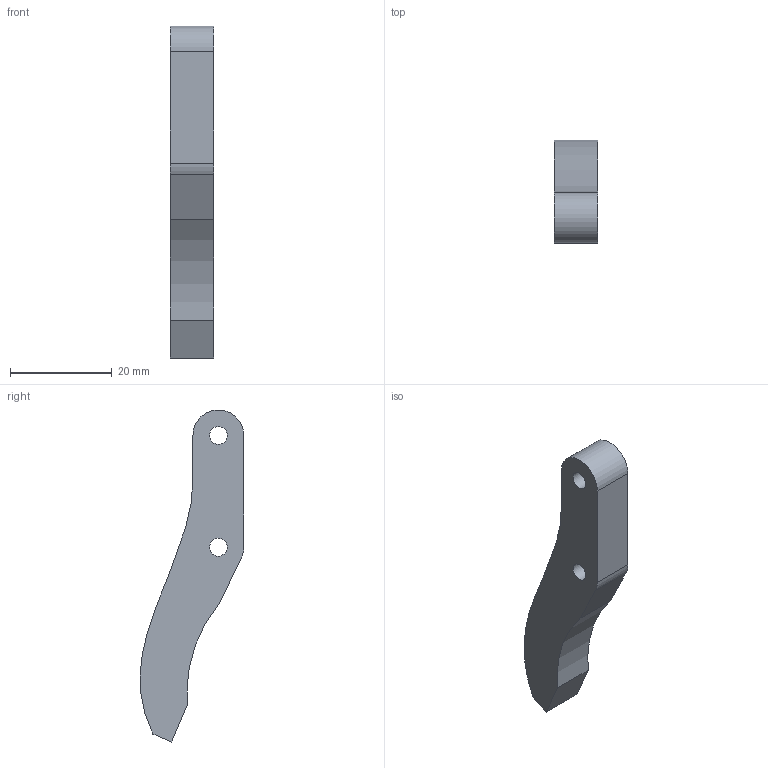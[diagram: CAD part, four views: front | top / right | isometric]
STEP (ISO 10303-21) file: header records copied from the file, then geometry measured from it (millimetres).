
FILE_DESCRIPTION(/* description */ ('STEP AP214'),/* implementation_level */ '2;1');
FILE_NAME(/* name */ '6772cf8c29831b771dc83546',/* time_stamp */ '2024-12-30T16:51:25Z',/* author */ (''),/* organization */ (''),/* preprocessor_version */ 'ST-DEVELOPER v20',/* originating_system */ 'ONSHAPE BY PTC INC, 1.191',/* authorisation */ ' ');
FILE_SCHEMA (('AUTOMOTIVE_DESIGN {1 0 10303 214 3 1 1}'));
Length unit declared in the file: metre
Products named in the file (1): Gripper
Bounding box: 8.5 x 20.37 x 65.31 mm (x, y, z)
Volume: 5397.4 mm3; surface area: 2680.7 mm2
Topology: 1 solids, 1 shells, 13 faces, 33 edges, 22 vertices
Faces by surface type: plane 7, cylinder 4, bspline 2
Full cylindrical faces by diameter (mm): 3.5 x2
Entity records: 433 total; most frequent: CARTESIAN_POINT 91, ORIENTED_EDGE 62, DIRECTION 59, EDGE_CURVE 31, VERTEX_POINT 22, AXIS2_PLACEMENT_3D 20, LINE 19, VECTOR 19
